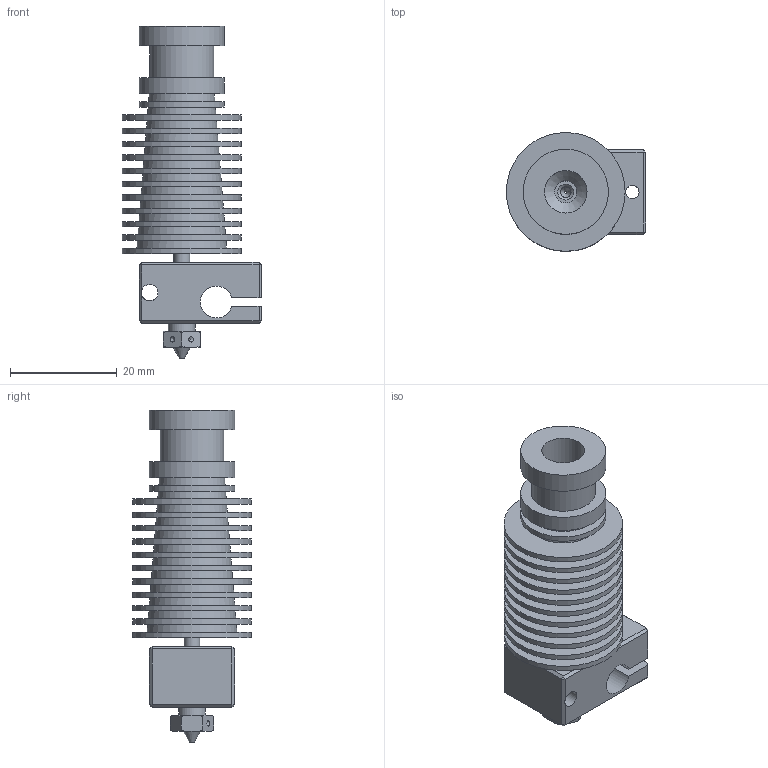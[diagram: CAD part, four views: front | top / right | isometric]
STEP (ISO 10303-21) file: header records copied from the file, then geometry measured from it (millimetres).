
FILE_DESCRIPTION(/* description */ (''),/* implementation_level */ '2;1');
FILE_NAME(/* name */ 'E3D V6.step',/* time_stamp */ '2020-10-18T16:46:47+03:00',/* author */ (''),/* organization */ (''),/* preprocessor_version */ 'ST-DEVELOPER v18.1',/* originating_system */ 'Autodesk Translation Framework v9.3.0.1241',/* authorisation */ '');
FILE_SCHEMA (('AUTOMOTIVE_DESIGN { 1 0 10303 214 3 1 1 }'));
Length unit declared in the file: millimetre
Products named in the file (5): E3D V6; Heatsink V6; Heatbreak V6; Nozzle 0.4; E3D V6_Heatblock
Assembly tree (4 placements, depth 2):
  E3D V6
    Heatsink V6
    Heatbreak V6
    Nozzle 0.4
    E3D V6_Heatblock
Bounding box: 26.15 x 22.3 x 62.3 mm (x, y, z)
Volume: 12464.1 mm3; surface area: 11812.9 mm2
Topology: 4 solids, 4 shells, 147 faces, 294 edges, 186 vertices
Faces by surface type: plane 76, cone 37, cylinder 34
Full cylindrical faces by diameter (mm): 0.4 x1, 2 x2, 2.529 x2, 2.96 x1, 3 x1, 3.1 x1, 4.1 x1, 4.2 x1, 5 x1, 5.035 x1, 5.6 x1, 5.884 x2, 6.035 x1, 6.884 x1, 8 x1, 12 x1, 16 x3, 22.3 x11
Entity records: 4014 total; most frequent: CARTESIAN_POINT 724, DIRECTION 702, ORIENTED_EDGE 582, EDGE_CURVE 291, AXIS2_PLACEMENT_3D 280, EDGE_LOOP 197, VERTEX_POINT 186, FACE_OUTER_BOUND 147
